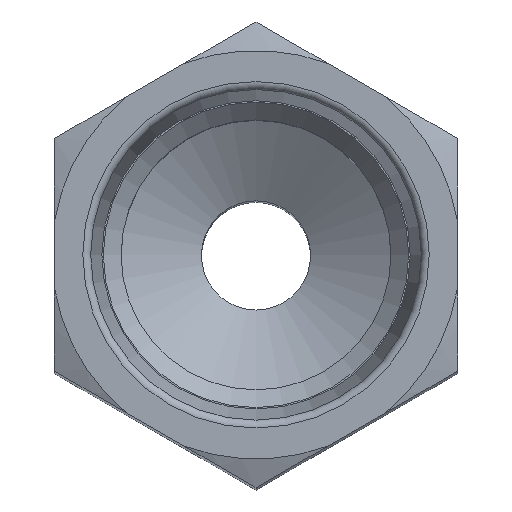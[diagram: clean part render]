
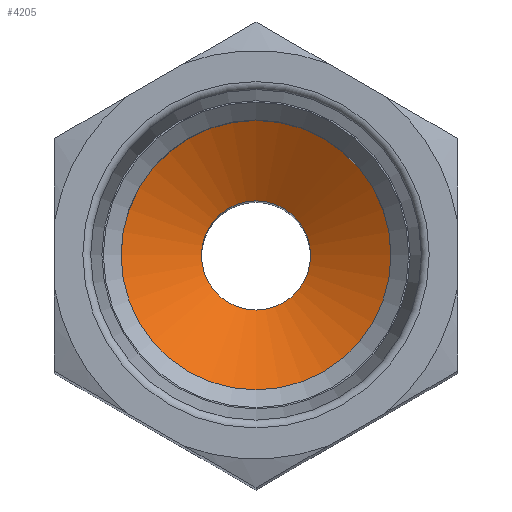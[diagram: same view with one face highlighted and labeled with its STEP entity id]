
A CAD part, top view. The second image highlights one B-rep face of the part: STEP entity #4205.
In plain terms, the highlighted free-form (B-spline) face has degree [1, 2] with [2, 9] control points.
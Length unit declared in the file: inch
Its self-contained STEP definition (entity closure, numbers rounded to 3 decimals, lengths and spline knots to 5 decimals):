
#3162=CARTESIAN_POINT('',(-0.1015,0.,2.30117));
#3163=VERTEX_POINT('',#3162);
#3164=CARTESIAN_POINT('',(0.,0.,2.30117));
#3165=DIRECTION('',(0.0,0.0,-1.0));
#3166=DIRECTION('',(1.0,0.0,0.0));
#3167=AXIS2_PLACEMENT_3D('',#3164,#3165,#3166);
#3168=CIRCLE('',#3167,0.1015);
#3169=EDGE_CURVE('',#3163,#3163,#3168,.T.);
#4158=CARTESIAN_POINT('',(0.251,0.,2.391));
#4159=VERTEX_POINT('',#4158);
#4160=CARTESIAN_POINT('',(0.0,0.,2.391));
#4161=DIRECTION('',(0.0,0.0,1.0));
#4162=DIRECTION('',(1.0,0.0,0.0));
#4163=AXIS2_PLACEMENT_3D('',#4160,#4161,#4162);
#4164=CIRCLE('',#4163,0.251);
#4165=EDGE_CURVE('',#4159,#4159,#4164,.T.);
#4173=CARTESIAN_POINT('',(-0.251,0.,2.391));
#4174=CARTESIAN_POINT('',(-0.1015,0.,2.30117));
#4175=CARTESIAN_POINT('',(-0.251,-0.251,2.391));
#4176=CARTESIAN_POINT('',(-0.1015,-0.1015,2.30117));
#4177=CARTESIAN_POINT('',(0.,-0.251,2.391));
#4178=CARTESIAN_POINT('',(0.,-0.1015,2.30117));
#4179=CARTESIAN_POINT('',(0.251,-0.251,2.391));
#4180=CARTESIAN_POINT('',(0.1015,-0.1015,2.30117));
#4181=CARTESIAN_POINT('',(0.251,0.,2.391));
#4182=CARTESIAN_POINT('',(0.1015,0.,2.30117));
#4183=CARTESIAN_POINT('',(0.251,0.251,2.391));
#4184=CARTESIAN_POINT('',(0.1015,0.1015,2.30117));
#4185=CARTESIAN_POINT('',(0.,0.251,2.391));
#4186=CARTESIAN_POINT('',(0.,0.1015,2.30117));
#4187=CARTESIAN_POINT('',(-0.251,0.251,2.391));
#4188=CARTESIAN_POINT('',(-0.1015,0.1015,2.30117));
#4189=CARTESIAN_POINT('',(-0.251,0.,2.391));
#4190=CARTESIAN_POINT('',(-0.1015,0.,2.30117));
#4198=(BOUNDED_SURFACE()B_SPLINE_SURFACE(1,2,((#4173,#4175,#4177,#4179,#4181,#4183,#4185,#4187,#4189),(#4174,#4176,#4178,#4180,#4182,#4184,#4186,#4188,#4190)),.UNSPECIFIED.,.F.,.T.,.U.)B_SPLINE_SURFACE_WITH_KNOTS((2,2),(3,2,2,2,3),(-1.16663,0.2231),(0.0,0.19713,0.39427,0.5914,0.78854),.UNSPECIFIED.)GEOMETRIC_REPRESENTATION_ITEM()RATIONAL_B_SPLINE_SURFACE(((1.0,0.707,1.0,0.707,1.0,0.707,1.0,0.707,1.0),(1.0,0.707,1.0,0.707,1.0,0.707,1.0,0.707,1.0)))REPRESENTATION_ITEM('')SURFACE());
#4199=ORIENTED_EDGE('',*,*,#3169,.T.);
#4200=EDGE_LOOP('',(#4199));
#4201=FACE_OUTER_BOUND('',#4200,.T.);
#4202=ORIENTED_EDGE('',*,*,#4165,.T.);
#4203=EDGE_LOOP('',(#4202));
#4204=FACE_BOUND('',#4203,.T.);
#4205=ADVANCED_FACE('',(#4201,#4204),#4198,.F.);
